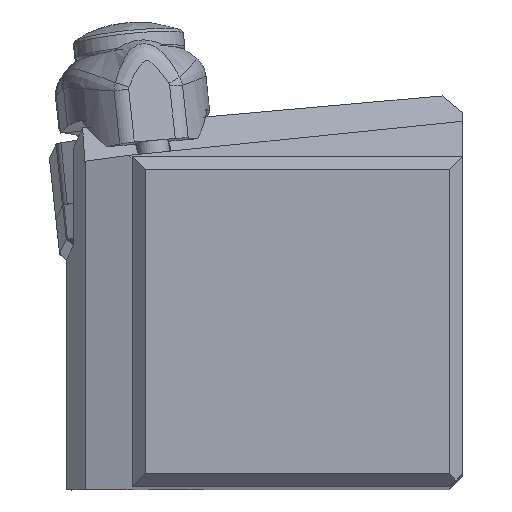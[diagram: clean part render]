
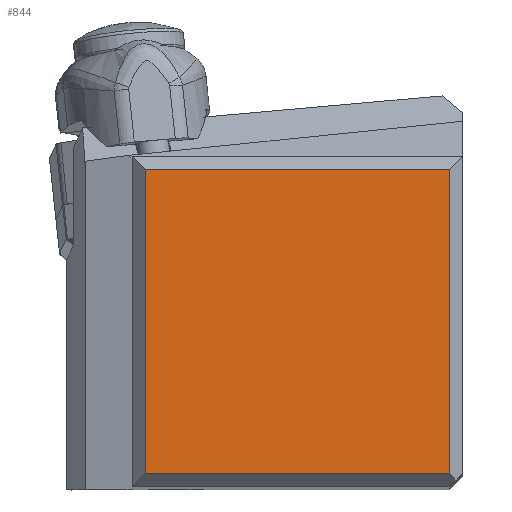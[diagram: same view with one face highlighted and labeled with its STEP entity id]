
A CAD part, top view. The second image highlights one B-rep face of the part: STEP entity #844.
In plain terms, the highlighted planar face has unit normal (0, 0, 1).
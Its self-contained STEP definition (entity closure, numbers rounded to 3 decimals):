
#577=FACE_OUTER_BOUND('',#1219,.T.);
#844=ADVANCED_FACE('',(#577),#1088,.T.);
#1088=PLANE('',#5371);
#1219=EDGE_LOOP('',(#1874,#1875,#1876,#1877));
#1874=ORIENTED_EDGE('',*,*,#3752,.T.);
#1875=ORIENTED_EDGE('',*,*,#3751,.F.);
#1876=ORIENTED_EDGE('',*,*,#3742,.T.);
#1877=ORIENTED_EDGE('',*,*,#3740,.T.);
#3150=VERTEX_POINT('',#7459);
#3151=VERTEX_POINT('',#7461);
#3152=VERTEX_POINT('',#7465);
#3155=VERTEX_POINT('',#7481);
#3740=EDGE_CURVE('',#3151,#3150,#4743,.T.);
#3742=EDGE_CURVE('',#3152,#3151,#4745,.T.);
#3751=EDGE_CURVE('',#3152,#3155,#4754,.T.);
#3752=EDGE_CURVE('',#3150,#3155,#4755,.T.);
#4743=LINE('',#7460,#5007);
#4745=LINE('',#7464,#5009);
#4754=LINE('',#7482,#5018);
#4755=LINE('',#7484,#5019);
#5007=VECTOR('',#6168,1.);
#5009=VECTOR('',#6172,1.);
#5018=VECTOR('',#6191,1.);
#5019=VECTOR('',#6194,1.);
#5371=AXIS2_PLACEMENT_3D('',#7485,#6195,#6196);
#6168=DIRECTION('',(1.,0.,0.));
#6172=DIRECTION('',(0.,-1.,0.));
#6191=DIRECTION('',(1.,0.,0.));
#6194=DIRECTION('',(0.,1.,0.));
#6195=DIRECTION('',(0.,0.,1.));
#6196=DIRECTION('',(-1.,0.,0.));
#7459=CARTESIAN_POINT('',(-1.,1.,0.));
#7460=CARTESIAN_POINT('',(-24.4,1.,0.));
#7461=CARTESIAN_POINT('',(-24.4,1.,0.));
#7464=CARTESIAN_POINT('',(-24.4,24.4,0.));
#7465=CARTESIAN_POINT('',(-24.4,24.4,0.));
#7481=CARTESIAN_POINT('',(-1.,24.4,0.));
#7482=CARTESIAN_POINT('',(-24.4,24.4,0.));
#7484=CARTESIAN_POINT('',(-1.,1.,0.));
#7485=CARTESIAN_POINT('',(-12.7,12.7,0.));
